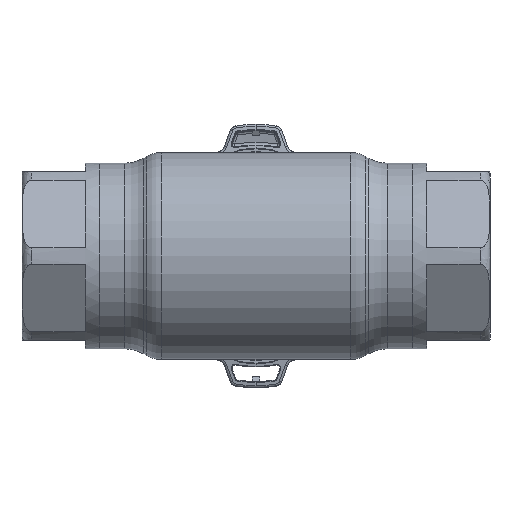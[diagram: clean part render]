
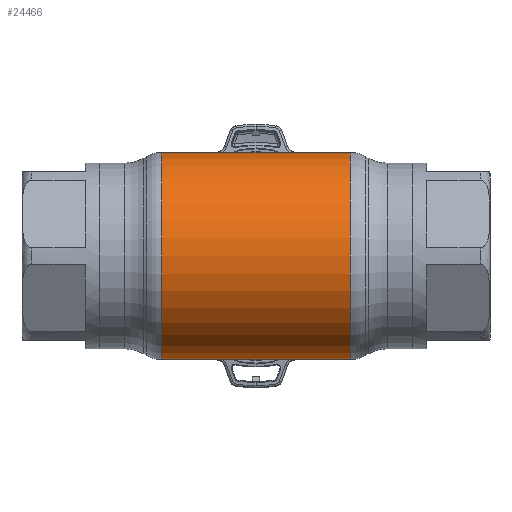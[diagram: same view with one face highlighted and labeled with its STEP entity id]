
A CAD part, front view. The second image highlights one B-rep face of the part: STEP entity #24466.
In plain terms, the highlighted cylindrical face has radius 42.5 mm (diameter 85 mm), a partial arc.
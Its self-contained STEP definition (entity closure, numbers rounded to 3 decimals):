
#791 = CARTESIAN_POINT ( 'NONE',  ( -62.69, 0., -42.5 ) ) ;
#1408 = EDGE_CURVE ( 'NONE', #27162, #7594, #14810, .T. ) ;
#2317 = DIRECTION ( 'NONE',  ( 0., 0., 1. ) ) ;
#3327 = CARTESIAN_POINT ( 'NONE',  ( 38.749, 0., 42.5 ) ) ;
#3386 = EDGE_CURVE ( 'NONE', #27162, #10067, #15903, .T. ) ;
#5776 = ORIENTED_EDGE ( 'NONE', *, *, #3386, .F. ) ;
#5795 = CARTESIAN_POINT ( 'NONE',  ( -62.69, 0., 0. ) ) ;
#6466 = ORIENTED_EDGE ( 'NONE', *, *, #16262, .F. ) ;
#7594 = VERTEX_POINT ( 'NONE', #3327 ) ;
#8442 = DIRECTION ( 'NONE',  ( -1., 0., 0. ) ) ;
#8622 = EDGE_CURVE ( 'NONE', #7594, #28396, #24672, .T. ) ;
#10067 = VERTEX_POINT ( 'NONE', #30849 ) ;
#12254 = CARTESIAN_POINT ( 'NONE',  ( -38.749, 0., 0. ) ) ;
#14810 = CIRCLE ( 'NONE', #31088, 42.5 ) ;
#15364 = DIRECTION ( 'NONE',  ( 0., 0., 1. ) ) ;
#15903 = LINE ( 'NONE', #791, #16633 ) ;
#16262 = EDGE_CURVE ( 'NONE', #10067, #28396, #18131, .T. ) ;
#16633 = VECTOR ( 'NONE', #8442, 1000. ) ;
#16707 = DIRECTION ( 'NONE',  ( -1., 0., 0. ) ) ;
#17384 = DIRECTION ( 'NONE',  ( 0., 0., 1. ) ) ;
#18131 = CIRCLE ( 'NONE', #32262, 42.5 ) ;
#19016 = DIRECTION ( 'NONE',  ( -1., 0., 0. ) ) ;
#19387 = DIRECTION ( 'NONE',  ( -1., 0., 0. ) ) ;
#19868 = CARTESIAN_POINT ( 'NONE',  ( -38.749, 0., 42.5 ) ) ;
#20456 = CARTESIAN_POINT ( 'NONE',  ( 38.749, 0., -42.5 ) ) ;
#21305 = ORIENTED_EDGE ( 'NONE', *, *, #1408, .T. ) ;
#22809 = EDGE_LOOP ( 'NONE', ( #5776, #21305, #27135, #6466 ) ) ;
#23380 = DIRECTION ( 'NONE',  ( -1., 0., 0. ) ) ;
#24275 = FACE_OUTER_BOUND ( 'NONE', #22809, .T. ) ;
#24466 = ADVANCED_FACE ( 'NONE', ( #24275 ), #29052, .T. ) ;
#24672 = LINE ( 'NONE', #29938, #25998 ) ;
#25448 = AXIS2_PLACEMENT_3D ( 'NONE', #5795, #19016, #15364 ) ;
#25998 = VECTOR ( 'NONE', #19387, 1000. ) ;
#27135 = ORIENTED_EDGE ( 'NONE', *, *, #8622, .T. ) ;
#27162 = VERTEX_POINT ( 'NONE', #20456 ) ;
#28396 = VERTEX_POINT ( 'NONE', #19868 ) ;
#29052 = CYLINDRICAL_SURFACE ( 'NONE', #25448, 42.5 ) ;
#29938 = CARTESIAN_POINT ( 'NONE',  ( -62.69, 0., 42.5 ) ) ;
#30849 = CARTESIAN_POINT ( 'NONE',  ( -38.749, 0., -42.5 ) ) ;
#31088 = AXIS2_PLACEMENT_3D ( 'NONE', #33247, #23380, #2317 ) ;
#32262 = AXIS2_PLACEMENT_3D ( 'NONE', #12254, #16707, #17384 ) ;
#33247 = CARTESIAN_POINT ( 'NONE',  ( 38.749, 0., 0. ) ) ;
